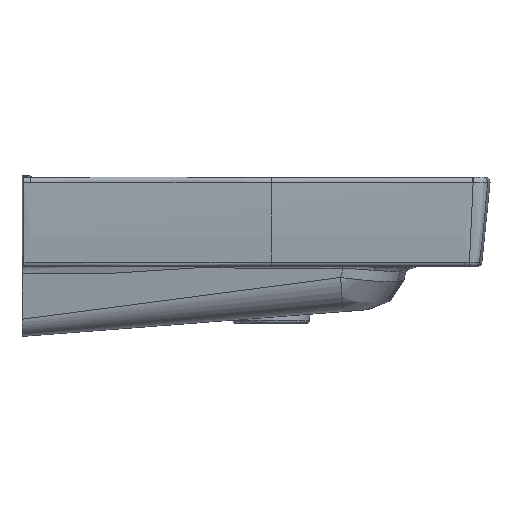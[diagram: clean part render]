
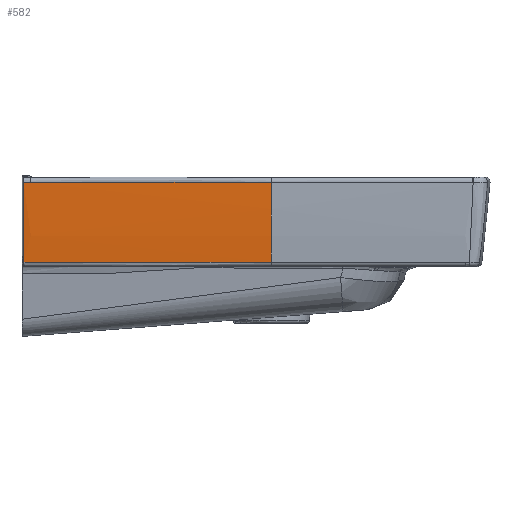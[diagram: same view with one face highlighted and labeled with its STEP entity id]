
A CAD part, left-side view. The second image highlights one B-rep face of the part: STEP entity #582.
In plain terms, the highlighted face is a revolution surface.
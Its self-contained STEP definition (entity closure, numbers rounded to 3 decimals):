
#53=SURFACE_OF_REVOLUTION('',#123,#57);
#57=AXIS1_PLACEMENT('',#27186,#3812);
#101=CIRCLE('',#3594,1020.75);
#123=CIRCLE('',#3630,1020.75);
#297=(
BOUNDED_CURVE()
B_SPLINE_CURVE(3,(#25369,#25370,#25371,#25372),.UNSPECIFIED.,.F.,.F.)
B_SPLINE_CURVE_WITH_KNOTS((4,4),(0.,1.),.UNSPECIFIED.)
CURVE()
GEOMETRIC_REPRESENTATION_ITEM()
RATIONAL_B_SPLINE_CURVE((1.,1.,1.,1.))
REPRESENTATION_ITEM('')
);
#313=(
BOUNDED_CURVE()
B_SPLINE_CURVE(3,(#27112,#27113,#27114,#27115),.UNSPECIFIED.,.F.,.F.)
B_SPLINE_CURVE_WITH_KNOTS((4,4),(0.,1.),.UNSPECIFIED.)
CURVE()
GEOMETRIC_REPRESENTATION_ITEM()
RATIONAL_B_SPLINE_CURVE((1.,1.,1.,1.))
REPRESENTATION_ITEM('')
);
#314=(
BOUNDED_CURVE()
B_SPLINE_CURVE(3,(#27117,#27118,#27119,#27120),.UNSPECIFIED.,.F.,.F.)
B_SPLINE_CURVE_WITH_KNOTS((4,4),(0.,1.),.UNSPECIFIED.)
CURVE()
GEOMETRIC_REPRESENTATION_ITEM()
RATIONAL_B_SPLINE_CURVE((1.,1.,1.,1.))
REPRESENTATION_ITEM('')
);
#315=(
BOUNDED_CURVE()
B_SPLINE_CURVE(3,(#27122,#27123,#27124,#27125),.UNSPECIFIED.,.F.,.F.)
B_SPLINE_CURVE_WITH_KNOTS((4,4),(0.,1.),.UNSPECIFIED.)
CURVE()
GEOMETRIC_REPRESENTATION_ITEM()
RATIONAL_B_SPLINE_CURVE((1.,1.,1.,1.))
REPRESENTATION_ITEM('')
);
#316=(
BOUNDED_CURVE()
B_SPLINE_CURVE(3,(#27176,#27177,#27178,#27179),.UNSPECIFIED.,.F.,.F.)
B_SPLINE_CURVE_WITH_KNOTS((4,4),(0.,1.),.UNSPECIFIED.)
CURVE()
GEOMETRIC_REPRESENTATION_ITEM()
RATIONAL_B_SPLINE_CURVE((1.,1.,1.,
1.))
REPRESENTATION_ITEM('')
);
#582=ADVANCED_FACE('',(#880),#53,.T.);
#880=FACE_OUTER_BOUND('',#1098,.T.);
#1098=EDGE_LOOP('',(#2097,#2098,#2099,#2100,#2101,#2102,#2103));
#2097=ORIENTED_EDGE('',*,*,#3113,.F.);
#2098=ORIENTED_EDGE('',*,*,#3114,.F.);
#2099=ORIENTED_EDGE('',*,*,#3112,.T.);
#2100=ORIENTED_EDGE('',*,*,#3111,.T.);
#2101=ORIENTED_EDGE('',*,*,#3110,.T.);
#2102=ORIENTED_EDGE('',*,*,#2995,.T.);
#2103=ORIENTED_EDGE('',*,*,#2997,.T.);
#2439=VERTEX_POINT('',#22536);
#2499=VERTEX_POINT('',#25338);
#2500=VERTEX_POINT('',#25367);
#2566=VERTEX_POINT('',#27111);
#2567=VERTEX_POINT('',#27116);
#2568=VERTEX_POINT('',#27121);
#2569=VERTEX_POINT('',#27180);
#2995=EDGE_CURVE('',#2499,#2439,#101,.T.);
#2997=EDGE_CURVE('',#2439,#2500,#297,.T.);
#3110=EDGE_CURVE('',#2567,#2499,#313,.T.);
#3111=EDGE_CURVE('',#2568,#2567,#314,.T.);
#3112=EDGE_CURVE('',#2566,#2568,#315,.T.);
#3113=EDGE_CURVE('',#2569,#2500,#316,.T.);
#3114=EDGE_CURVE('',#2566,#2569,#3526,.T.);
#3526=B_SPLINE_CURVE_WITH_KNOTS('',3,(#27181,#27182,#27183,#27184),
 .UNSPECIFIED.,.F.,.F.,(4,4),(0.,1.),.UNSPECIFIED.);
#3594=AXIS2_PLACEMENT_3D('',#25363,#3731,#3732);
#3630=AXIS2_PLACEMENT_3D('',#27185,#3810,#3811);
#3731=DIRECTION('',(0.,1.,0.));
#3732=DIRECTION('',(1.,0.,0.));
#3810=DIRECTION('',(0.,-1.,0.));
#3811=DIRECTION('',(1.,0.,0.));
#3812=DIRECTION('',(0.,0.,-1.));
#22536=CARTESIAN_POINT('',(-300.,-250.,-5.082));
#25338=CARTESIAN_POINT('',(-295.513,-250.,-85.475));
#25363=CARTESIAN_POINT('',(720.614,-250.,11.566));
#25367=CARTESIAN_POINT('',(-298.16,-8.877,-5.082));
#25369=CARTESIAN_POINT('',(-300.,-250.,-5.082));
#25370=CARTESIAN_POINT('',(-300.099,-169.621,-5.082));
#25371=CARTESIAN_POINT('',(-299.486,-89.245,-5.082));
#25372=CARTESIAN_POINT('',(-298.16,-8.877,-5.082));
#27111=CARTESIAN_POINT('',(-293.546,-1.387,-85.475));
#27112=CARTESIAN_POINT('',(-293.602,-4.7,-85.475));
#27113=CARTESIAN_POINT('',(-294.976,-86.459,-85.475));
#27114=CARTESIAN_POINT('',(-295.613,-168.229,-85.475));
#27115=CARTESIAN_POINT('',(-295.513,-250.,-85.475));
#27116=CARTESIAN_POINT('',(-293.602,-4.7,-85.475));
#27117=CARTESIAN_POINT('',(-293.554,-1.835,-85.475));
#27118=CARTESIAN_POINT('',(-293.57,-2.79,-85.475));
#27119=CARTESIAN_POINT('',(-293.586,-3.745,-85.475));
#27120=CARTESIAN_POINT('',(-293.602,-4.7,-85.475));
#27121=CARTESIAN_POINT('',(-293.554,-1.835,-85.475));
#27122=CARTESIAN_POINT('',(-293.546,-1.387,-85.475));
#27123=CARTESIAN_POINT('',(-293.548,-1.536,-85.475));
#27124=CARTESIAN_POINT('',(-293.551,-1.686,-85.475));
#27125=CARTESIAN_POINT('',(-293.554,-1.835,-85.475));
#27176=CARTESIAN_POINT('',(-298.036,-1.5,-5.082));
#27177=CARTESIAN_POINT('',(-298.078,-3.959,-5.082));
#27178=CARTESIAN_POINT('',(-298.119,-6.418,-5.082));
#27179=CARTESIAN_POINT('',(-298.16,-8.877,-5.082));
#27180=CARTESIAN_POINT('',(-298.036,-1.5,-5.082));
#27181=CARTESIAN_POINT('',(-293.546,-1.387,-85.475));
#27182=CARTESIAN_POINT('',(-296.101,-1.451,-58.737));
#27183=CARTESIAN_POINT('',(-297.598,-1.489,-31.939));
#27184=CARTESIAN_POINT('',(-298.036,-1.5,-5.082));
#27185=CARTESIAN_POINT('',(720.614,-250.,11.566));
#27186=CARTESIAN_POINT('',(13302.31,-233.25,0.));
